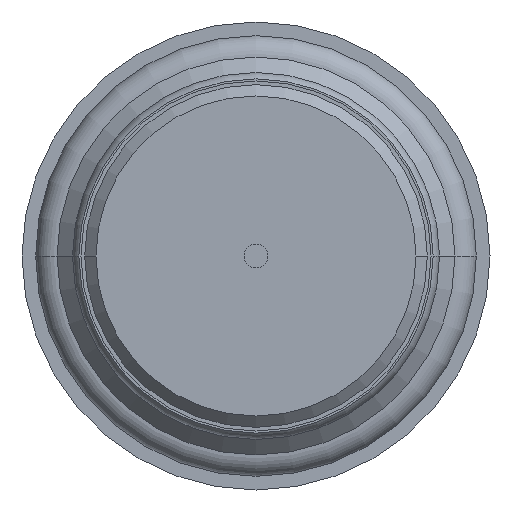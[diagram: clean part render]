
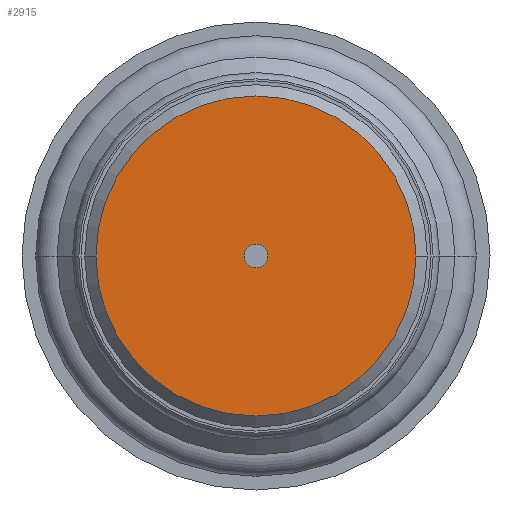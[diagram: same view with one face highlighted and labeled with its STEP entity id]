
A CAD part, left-side view. The second image highlights one B-rep face of the part: STEP entity #2915.
In plain terms, the highlighted planar face has unit normal (-1, 0, 0).
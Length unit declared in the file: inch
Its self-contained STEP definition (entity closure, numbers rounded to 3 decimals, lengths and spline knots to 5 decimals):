
#907=CARTESIAN_POINT('',(-2.118,0.,0.));
#908=DIRECTION('',(-1.,0.,0.));
#909=DIRECTION('',(0.,-1.,0.));
#910=AXIS2_PLACEMENT_3D('',#907,#908,#909);
#923=CARTESIAN_POINT('',(-2.118,0.,0.));
#924=DIRECTION('',(1.,0.,0.));
#925=DIRECTION('',(0.,1.,0.));
#926=AXIS2_PLACEMENT_3D('',#923,#924,#925);
#931=CARTESIAN_POINT('',(-2.118,0.,0.));
#932=DIRECTION('',(1.,0.,0.));
#933=DIRECTION('',(0.,-1.,0.));
#934=AXIS2_PLACEMENT_3D('',#931,#932,#933);
#939=CARTESIAN_POINT('',(-2.118,0.,0.));
#940=DIRECTION('',(1.,0.,0.));
#941=DIRECTION('',(0.,-1.,0.));
#942=AXIS2_PLACEMENT_3D('',#939,#940,#941);
#2134=CARTESIAN_POINT('',(-2.118,-0.4275,0.));
#2135=CARTESIAN_POINT('',(-2.118,0.4275,0.));
#2136=VERTEX_POINT('',#2134);
#2137=VERTEX_POINT('',#2135);
#2242=CARTESIAN_POINT('',(-2.118,0.0315,0.));
#2243=CARTESIAN_POINT('',(-2.118,-0.0315,0.));
#2244=VERTEX_POINT('',#2242);
#2245=VERTEX_POINT('',#2243);
#2899=CARTESIAN_POINT('',(-2.118,0.,0.));
#2900=DIRECTION('',(1.,0.,0.));
#2901=DIRECTION('',(0.,0.,-1.));
#2902=AXIS2_PLACEMENT_3D('',#2899,#2900,#2901);
#2903=PLANE('',#2902);
#2905=ORIENTED_EDGE('',*,*,#2904,.T.);
#2906=ORIENTED_EDGE('',*,*,#2889,.F.);
#2907=EDGE_LOOP('',(#2905,#2906));
#2908=FACE_OUTER_BOUND('',#2907,.F.);
#2910=ORIENTED_EDGE('',*,*,#2909,.F.);
#2912=ORIENTED_EDGE('',*,*,#2911,.F.);
#2913=EDGE_LOOP('',(#2910,#2912));
#2914=FACE_BOUND('',#2913,.F.);
#911=CIRCLE('',#910,0.4275);
#927=CIRCLE('',#926,0.0315);
#935=CIRCLE('',#934,0.0315);
#943=CIRCLE('',#942,0.4275);
#2889=EDGE_CURVE('',#2136,#2137,#911,.T.);
#2904=EDGE_CURVE('',#2136,#2137,#943,.T.);
#2909=EDGE_CURVE('',#2244,#2245,#927,.T.);
#2911=EDGE_CURVE('',#2245,#2244,#935,.T.);
#2915=ADVANCED_FACE('',(#2908,#2914),#2903,.F.);
